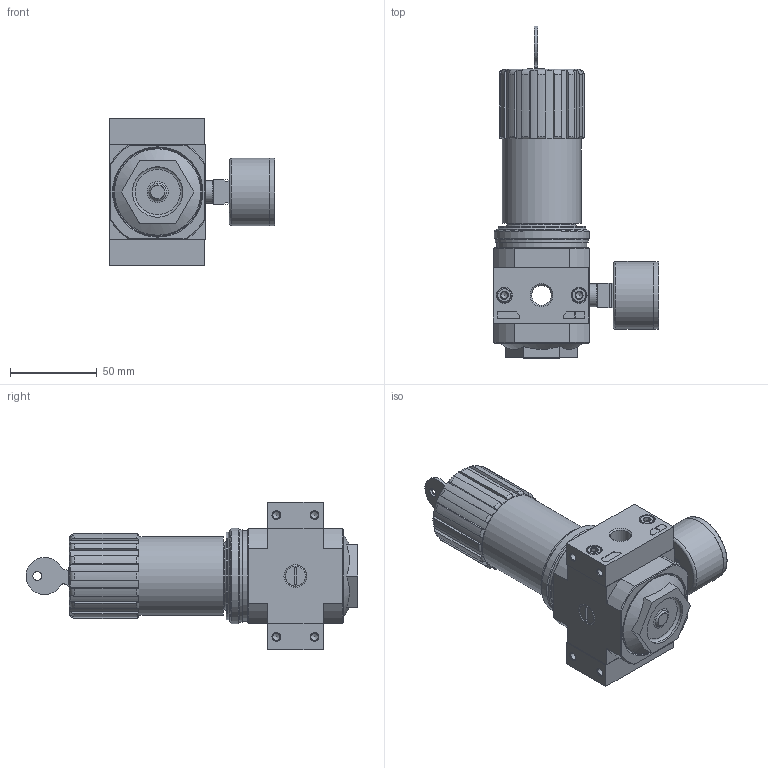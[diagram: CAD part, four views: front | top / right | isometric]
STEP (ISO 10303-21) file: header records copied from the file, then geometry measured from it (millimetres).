
FILE_DESCRIPTION(/* description */ ('STEP AP214'),/* implementation_level */ '2;1');
FILE_NAME(/* name */ '194631_LRS-1_4-D-7-I-MIDI',/* time_stamp */ '2024-09-05T00:15:18+02:00',/* author */ ('License CC BY-ND 4.0'),/* organization */ ('CADENAS'),/* preprocessor_version */ 'ST-DEVELOPER v19.3',/* originating_system */ 'PARTsolutions',/* authorisation */ ' ');
FILE_SCHEMA (('AUTOMOTIVE_DESIGN {1 0 10303 214 3 1 1}'));
Length unit declared in the file: millimetre
Products named in the file (8): 194631 LRS-1/4-D-7-I-MIDI; 646260 LRS-D-7-I-MIDI; 8003638 PAGN-40-10-G14; 680242 PBL-1/4-D-MIDI-R---(0) p1; DIN-912 - M5x18(F); 680241 PBL-1/4-D-MIDI-L---(1) p1; 398012 LRVS-D-MINI; 373846 LR-MIDI
Assembly tree (10 placements, depth 2):
  194631 LRS-1/4-D-7-I-MIDI
    646260 LRS-D-7-I-MIDI
    8003638 PAGN-40-10-G14
    680242 PBL-1/4-D-MIDI-R---(0) p1
    DIN-912 - M5x18(F)  x4
    680241 PBL-1/4-D-MIDI-L---(1) p1
    398012 LRVS-D-MINI
    373846 LR-MIDI
Bounding box: 95.5 x 191 x 85 mm (x, y, z)
Volume: 417811.7 mm3; surface area: 69562.8 mm2
Topology: 10 solids, 10 shells, 457 faces, 1010 edges, 615 vertices
Faces by surface type: plane 223, cylinder 116, cone 92, torus 26
Full cylindrical faces by diameter (mm): 4.134 x8, 5 x4, 5.1 x1, 5.8 x1, 6.3 x1, 8.5 x4, 8.7 x1, 9.6 x1, 11 x1, 11.2 x1, 11.445 x4, 13.157 x2, 16 x1, 18.7 x1, 24.9 x1, 26.4 x1, 29 x1, 29.7 x1, 30.8 x1, 38.7 x1, 39 x2, 40 x1, 45.3 x1, 50.16 x1, 50.376 x1, 52 x1, 53.5 x1, 54.8 x1
Entity records: 11640 total; most frequent: CARTESIAN_POINT 2029, DIRECTION 1730, ORIENTED_EDGE 1488, EDGE_CURVE 744, AXIS2_PLACEMENT_3D 696, FACE_BOUND 535, EDGE_LOOP 530, VERTEX_POINT 525
